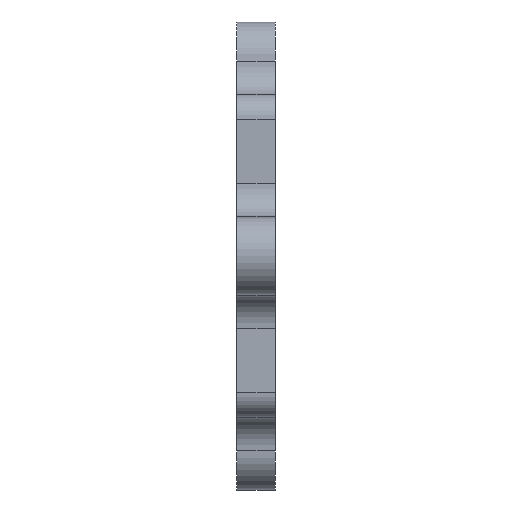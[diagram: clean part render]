
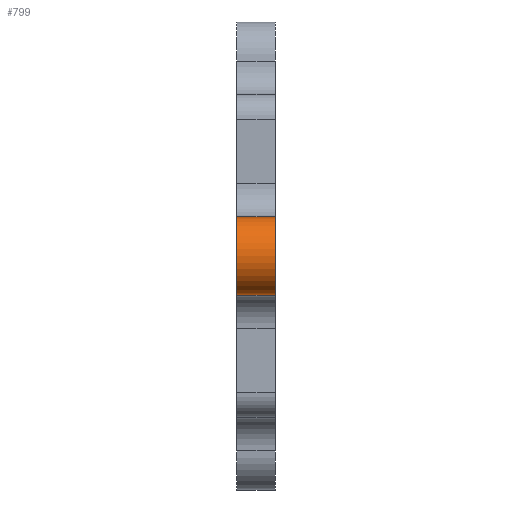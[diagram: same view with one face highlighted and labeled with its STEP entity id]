
A CAD part, left-side view. The second image highlights one B-rep face of the part: STEP entity #799.
In plain terms, the highlighted cylindrical face has radius 5.093 mm (diameter 10.185 mm), a partial arc.
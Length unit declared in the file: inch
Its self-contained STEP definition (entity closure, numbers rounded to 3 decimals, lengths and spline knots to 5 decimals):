
#41 = ORIENTED_EDGE ( 'NONE', *, *, #725, .T. ) ;
#105 = CARTESIAN_POINT ( 'NONE',  ( -1.74803, 0.19685, 0.74803 ) ) ;
#167 = CIRCLE ( 'NONE', #1223, 0.2005 ) ;
#246 = AXIS2_PLACEMENT_3D ( 'NONE', #105, #1592, #1401 ) ;
#286 = VERTEX_POINT ( 'NONE', #1492 ) ;
#289 = DIRECTION ( 'NONE',  ( 0., 0., -1. ) ) ;
#321 = CARTESIAN_POINT ( 'NONE',  ( -1.74803, 0., 0.54753 ) ) ;
#442 = FACE_OUTER_BOUND ( 'NONE', #1867, .T. ) ;
#621 = DIRECTION ( 'NONE',  ( 0., 0., 1. ) ) ;
#633 = EDGE_CURVE ( 'NONE', #2393, #2293, #1983, .T. ) ;
#725 = EDGE_CURVE ( 'NONE', #2393, #286, #167, .T. ) ;
#799 = ADVANCED_FACE ( 'NONE', ( #442 ), #1560, .T. ) ;
#827 = AXIS2_PLACEMENT_3D ( 'NONE', #2344, #1579, #621 ) ;
#834 = VECTOR ( 'NONE', #1276, 39.37008 ) ;
#849 = EDGE_CURVE ( 'NONE', #2293, #1031, #2305, .T. ) ;
#1031 = VERTEX_POINT ( 'NONE', #1887 ) ;
#1137 = VECTOR ( 'NONE', #1645, 39.37008 ) ;
#1223 = AXIS2_PLACEMENT_3D ( 'NONE', #1943, #1806, #289 ) ;
#1276 = DIRECTION ( 'NONE',  ( 0., 1., 0. ) ) ;
#1401 = DIRECTION ( 'NONE',  ( 0., 0., 1. ) ) ;
#1454 = CARTESIAN_POINT ( 'NONE',  ( -1.74803, -0.83568, 0.54753 ) ) ;
#1492 = CARTESIAN_POINT ( 'NONE',  ( -1.74803, 0., 0.94853 ) ) ;
#1549 = ORIENTED_EDGE ( 'NONE', *, *, #1624, .T. ) ;
#1560 = CYLINDRICAL_SURFACE ( 'NONE', #827, 0.2005 ) ;
#1579 = DIRECTION ( 'NONE',  ( 0., 1., 0. ) ) ;
#1592 = DIRECTION ( 'NONE',  ( 0., 1., 0. ) ) ;
#1624 = EDGE_CURVE ( 'NONE', #286, #1031, #2285, .T. ) ;
#1645 = DIRECTION ( 'NONE',  ( 0., 1., 0. ) ) ;
#1664 = CARTESIAN_POINT ( 'NONE',  ( -1.74803, -0.83568, 0.94853 ) ) ;
#1806 = DIRECTION ( 'NONE',  ( 0., 1., 0. ) ) ;
#1867 = EDGE_LOOP ( 'NONE', ( #1918, #41, #1549, #2280 ) ) ;
#1887 = CARTESIAN_POINT ( 'NONE',  ( -1.74803, 0.19685, 0.94853 ) ) ;
#1918 = ORIENTED_EDGE ( 'NONE', *, *, #633, .F. ) ;
#1943 = CARTESIAN_POINT ( 'NONE',  ( -1.74803, 0., 0.74803 ) ) ;
#1966 = CARTESIAN_POINT ( 'NONE',  ( -1.74803, 0.19685, 0.54753 ) ) ;
#1983 = LINE ( 'NONE', #1454, #1137 ) ;
#2280 = ORIENTED_EDGE ( 'NONE', *, *, #849, .F. ) ;
#2285 = LINE ( 'NONE', #1664, #834 ) ;
#2293 = VERTEX_POINT ( 'NONE', #1966 ) ;
#2305 = CIRCLE ( 'NONE', #246, 0.2005 ) ;
#2344 = CARTESIAN_POINT ( 'NONE',  ( -1.74803, -0.83568, 0.74803 ) ) ;
#2393 = VERTEX_POINT ( 'NONE', #321 ) ;
